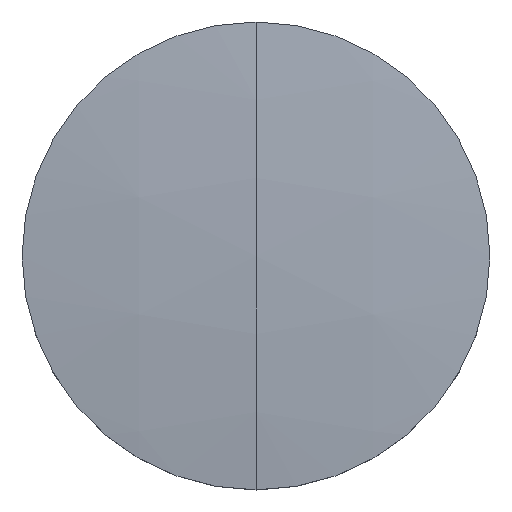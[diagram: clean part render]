
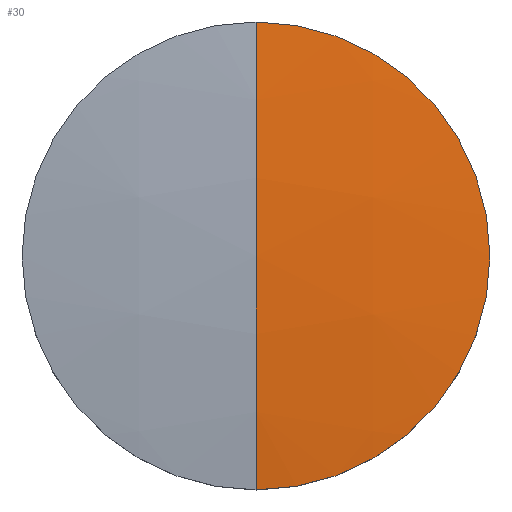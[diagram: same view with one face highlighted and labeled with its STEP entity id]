
A CAD part, top view. The second image highlights one B-rep face of the part: STEP entity #30.
In plain terms, the highlighted spherical face has radius 56.106 mm.
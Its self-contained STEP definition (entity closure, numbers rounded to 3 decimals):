
#12 = VERTEX_POINT ( 'NONE', #103 ) ;
#13 = VERTEX_POINT ( 'NONE', #53 ) ;
#14 = EDGE_CURVE ( 'NONE', #13, #12, #110, .T. ) ;
#30 = ADVANCED_FACE ( 'NONE', ( #58 ), #117, .T. ) ;
#31 = EDGE_CURVE ( 'NONE', #42, #12, #106, .T. ) ;
#32 = ORIENTED_EDGE ( 'NONE', *, *, #14, .F. ) ;
#33 = EDGE_CURVE ( 'NONE', #42, #13, #69, .T. ) ;
#37 = ORIENTED_EDGE ( 'NONE', *, *, #33, .F. ) ;
#38 = EDGE_LOOP ( 'NONE', ( #37, #41, #32 ) ) ;
#41 = ORIENTED_EDGE ( 'NONE', *, *, #31, .T. ) ;
#42 = VERTEX_POINT ( 'NONE', #84 ) ;
#53 = CARTESIAN_POINT ( 'NONE',  ( 0., 6.35, 0.819 ) ) ;
#55 = DIRECTION ( 'NONE',  ( 0., 1., 0. ) ) ;
#57 = AXIS2_PLACEMENT_3D ( 'NONE', #119, #118, #112 ) ;
#58 = FACE_OUTER_BOUND ( 'NONE', #38, .T. ) ;
#62 = DIRECTION ( 'NONE',  ( 0., 0., 1. ) ) ;
#63 = DIRECTION ( 'NONE',  ( -1., 0., 0. ) ) ;
#64 = CARTESIAN_POINT ( 'NONE',  ( 0., 0., -54.926 ) ) ;
#65 = AXIS2_PLACEMENT_3D ( 'NONE', #64, #63, #62 ) ;
#69 = CIRCLE ( 'NONE', #65, 56.106 ) ;
#84 = CARTESIAN_POINT ( 'NONE',  ( 0., 0., 1.18 ) ) ;
#98 = DIRECTION ( 'NONE',  ( 0., 1., 0. ) ) ;
#99 = DIRECTION ( 'NONE',  ( 1., 0., 0. ) ) ;
#103 = CARTESIAN_POINT ( 'NONE',  ( 0., -6.35, 0.819 ) ) ;
#104 = CARTESIAN_POINT ( 'NONE',  ( 0., 0., -54.926 ) ) ;
#105 = AXIS2_PLACEMENT_3D ( 'NONE', #104, #99, #98 ) ;
#106 = CIRCLE ( 'NONE', #105, 56.106 ) ;
#107 = DIRECTION ( 'NONE',  ( 0., 0., -1. ) ) ;
#108 = CARTESIAN_POINT ( 'NONE',  ( 0., 0., 0.819 ) ) ;
#109 = AXIS2_PLACEMENT_3D ( 'NONE', #108, #107, #55 ) ;
#110 = CIRCLE ( 'NONE', #109, 6.35 ) ;
#112 = DIRECTION ( 'NONE',  ( 0., 1., 0. ) ) ;
#117 = SPHERICAL_SURFACE ( 'NONE', #57, 56.106 ) ;
#118 = DIRECTION ( 'NONE',  ( 1., 0., 0. ) ) ;
#119 = CARTESIAN_POINT ( 'NONE',  ( 0., 0., -54.926 ) ) ;
